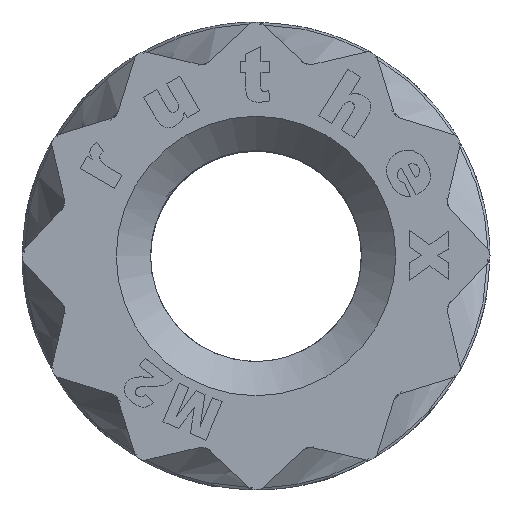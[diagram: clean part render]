
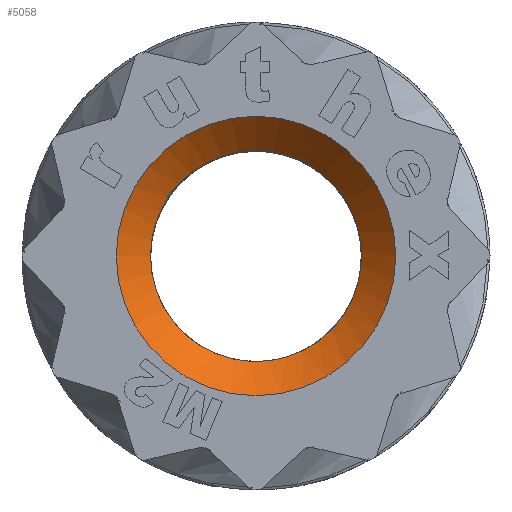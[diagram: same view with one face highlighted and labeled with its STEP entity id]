
A CAD part, top view. The second image highlights one B-rep face of the part: STEP entity #5058.
In plain terms, the highlighted conical face has half-angle 45 degrees and reference radius 0.943 mm.
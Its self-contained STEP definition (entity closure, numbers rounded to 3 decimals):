
#285=CONICAL_SURFACE('',#5249,0.943,0.785);
#510=FACE_OUTER_BOUND('',#800,.T.);
#800=EDGE_LOOP('',(#4550,#4551,#4552,#4553,#4554,#4555));
#1324=CIRCLE('',#5137,0.812);
#1328=CIRCLE('',#5229,1.075);
#1336=CIRCLE('',#5247,0.812);
#1337=CIRCLE('',#5248,0.812);
#1634=LINE('',#13301,#1933);
#1933=VECTOR('',#5803,0.943);
#1959=VERTEX_POINT('',#6192);
#1960=VERTEX_POINT('',#6209);
#2303=VERTEX_POINT('',#9218);
#2408=VERTEX_POINT('',#13164);
#2487=EDGE_CURVE('',#1960,#1959,#1324,.T.);
#2972=EDGE_CURVE('',#2303,#2303,#1328,.T.);
#3140=EDGE_CURVE('',#2408,#1960,#1336,.T.);
#3141=EDGE_CURVE('',#1959,#2408,#1337,.T.);
#3143=EDGE_CURVE('',#2303,#2408,#1634,.T.);
#4550=ORIENTED_EDGE('',*,*,#2972,.F.);
#4551=ORIENTED_EDGE('',*,*,#3143,.T.);
#4552=ORIENTED_EDGE('',*,*,#3140,.T.);
#4553=ORIENTED_EDGE('',*,*,#2487,.T.);
#4554=ORIENTED_EDGE('',*,*,#3141,.T.);
#4555=ORIENTED_EDGE('',*,*,#3143,.F.);
#5058=ADVANCED_FACE('',(#510),#285,.F.);
#5137=AXIS2_PLACEMENT_3D('',#6210,#5291,#5292);
#5229=AXIS2_PLACEMENT_3D('',#9219,#5755,#5756);
#5247=AXIS2_PLACEMENT_3D('',#13165,#5797,#5798);
#5248=AXIS2_PLACEMENT_3D('',#13166,#5799,#5800);
#5249=AXIS2_PLACEMENT_3D('',#13300,#5801,#5802);
#5291=DIRECTION('center_axis',(0.,0.,-1.));
#5292=DIRECTION('ref_axis',(1.,0.,0.));
#5755=DIRECTION('center_axis',(0.,0.,-1.));
#5756=DIRECTION('ref_axis',(1.,0.,0.));
#5797=DIRECTION('center_axis',(0.,0.,-1.));
#5798=DIRECTION('ref_axis',(1.,0.,0.));
#5799=DIRECTION('center_axis',(0.,0.,-1.));
#5800=DIRECTION('ref_axis',(1.,0.,0.));
#5801=DIRECTION('center_axis',(0.,0.,1.));
#5802=DIRECTION('ref_axis',(1.,0.,0.));
#5803=DIRECTION('',(0.707,0.,-0.707));
#6192=CARTESIAN_POINT('',(0.602,0.544,-0.264));
#6209=CARTESIAN_POINT('',(-0.603,0.544,-0.264));
#6210=CARTESIAN_POINT('Origin',(0.,0.,-0.264));
#9218=CARTESIAN_POINT('',(-1.075,0.,0.));
#9219=CARTESIAN_POINT('Origin',(0.,0.,0.));
#13164=CARTESIAN_POINT('',(-0.812,0.,-0.264));
#13165=CARTESIAN_POINT('Origin',(0.,0.,-0.264));
#13166=CARTESIAN_POINT('Origin',(0.,0.,-0.264));
#13300=CARTESIAN_POINT('Origin',(0.,0.,-0.132));
#13301=CARTESIAN_POINT('',(-0.943,0.,-0.132));
